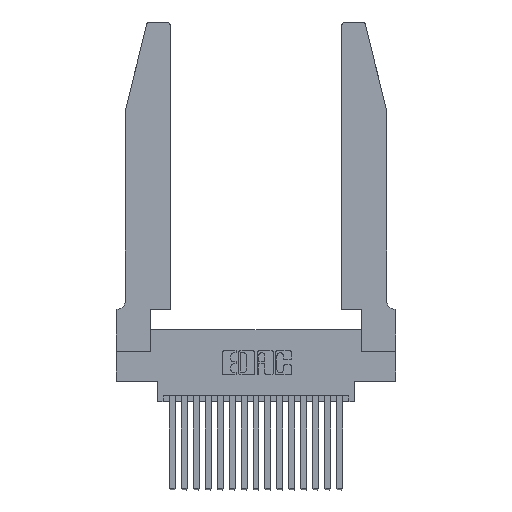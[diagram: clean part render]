
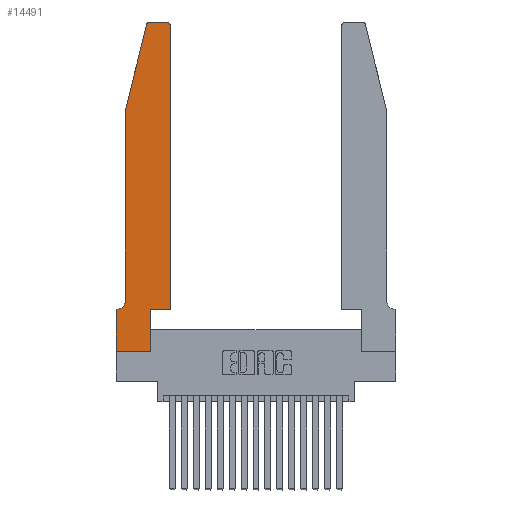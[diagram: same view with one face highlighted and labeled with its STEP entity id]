
A CAD part, top view. The second image highlights one B-rep face of the part: STEP entity #14491.
In plain terms, the highlighted planar face has unit normal (0, 0, 1).
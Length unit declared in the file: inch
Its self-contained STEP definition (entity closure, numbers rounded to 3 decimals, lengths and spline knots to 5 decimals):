
#476 = CARTESIAN_POINT ( 'NONE',  ( 0.2605, 2.75, 0.37 ) ) ;
#633 = EDGE_CURVE ( 'NONE', #16939, #15594, #15303, .T. ) ;
#814 = ORIENTED_EDGE ( 'NONE', *, *, #14142, .T. ) ;
#1098 = EDGE_CURVE ( 'NONE', #11421, #9569, #3816, .T. ) ;
#1889 = DIRECTION ( 'NONE',  ( 1., 0., 0. ) ) ;
#2071 = DIRECTION ( 'NONE',  ( 0., 0., 1. ) ) ;
#2540 = VECTOR ( 'NONE', #17746, 39.37008 ) ;
#3119 = DIRECTION ( 'NONE',  ( 0., 0., 1. ) ) ;
#3266 = DIRECTION ( 'NONE',  ( 1., 0., 0. ) ) ;
#3309 = VECTOR ( 'NONE', #13226, 39.37008 ) ;
#3731 = CIRCLE ( 'NONE', #6667, 0.03 ) ;
#3746 = DIRECTION ( 'NONE',  ( -1., 0., 0. ) ) ;
#3816 = LINE ( 'NONE', #11674, #3309 ) ;
#4170 = EDGE_CURVE ( 'NONE', #9458, #15916, #18667, .T. ) ;
#4202 = VECTOR ( 'NONE', #14411, 39.37008 ) ;
#4222 = VECTOR ( 'NONE', #19494, 39.37008 ) ;
#4401 = VECTOR ( 'NONE', #3266, 39.37008 ) ;
#4561 = EDGE_CURVE ( 'NONE', #13220, #16939, #4693, .T. ) ;
#4564 = EDGE_CURVE ( 'NONE', #10889, #14179, #9417, .T. ) ;
#4693 = LINE ( 'NONE', #18881, #16546 ) ;
#4768 = EDGE_LOOP ( 'NONE', ( #814, #8223, #17915, #16841, #17471, #9486, #11208, #14544, #4834, #6522, #6201, #5181 ) ) ;
#4834 = ORIENTED_EDGE ( 'NONE', *, *, #633, .T. ) ;
#5154 = AXIS2_PLACEMENT_3D ( 'NONE', #18527, #3119, #14046 ) ;
#5181 = ORIENTED_EDGE ( 'NONE', *, *, #18863, .T. ) ;
#5411 = DIRECTION ( 'NONE',  ( 0., 0., 1. ) ) ;
#5564 = DIRECTION ( 'NONE',  ( 0., 1., 0. ) ) ;
#5761 = CARTESIAN_POINT ( 'NONE',  ( 0.4505, 2.72, 0.37 ) ) ;
#6201 = ORIENTED_EDGE ( 'NONE', *, *, #4170, .T. ) ;
#6272 = CARTESIAN_POINT ( 'NONE',  ( 0.4505, 0.35, 0.37 ) ) ;
#6522 = ORIENTED_EDGE ( 'NONE', *, *, #14898, .T. ) ;
#6547 = CARTESIAN_POINT ( 'NONE',  ( 0., 0.35, 0.37 ) ) ;
#6667 = AXIS2_PLACEMENT_3D ( 'NONE', #14682, #5411, #16207 ) ;
#7427 = CIRCLE ( 'NONE', #13239, 0.03 ) ;
#8223 = ORIENTED_EDGE ( 'NONE', *, *, #14096, .T. ) ;
#8417 = CARTESIAN_POINT ( 'NONE',  ( 0.2865, 0., 0.37 ) ) ;
#8631 = CARTESIAN_POINT ( 'NONE',  ( 0., 0., 0.37 ) ) ;
#8892 = CARTESIAN_POINT ( 'NONE',  ( 0.4505, 0.35, 0.37 ) ) ;
#9037 = CARTESIAN_POINT ( 'NONE',  ( 0.0055, 0.42, 0.37 ) ) ;
#9417 = LINE ( 'NONE', #12918, #4202 ) ;
#9458 = VERTEX_POINT ( 'NONE', #6272 ) ;
#9486 = ORIENTED_EDGE ( 'NONE', *, *, #1098, .T. ) ;
#9569 = VERTEX_POINT ( 'NONE', #6547 ) ;
#9704 = CARTESIAN_POINT ( 'NONE',  ( 0.2865, 0.35, 0.37 ) ) ;
#10248 = CIRCLE ( 'NONE', #19260, 0.07 ) ;
#10510 = DIRECTION ( 'NONE',  ( -0.239, -0.971, 0. ) ) ;
#10586 = DIRECTION ( 'NONE',  ( -1., 0., 0. ) ) ;
#10618 = VECTOR ( 'NONE', #3746, 39.37008 ) ;
#10889 = VERTEX_POINT ( 'NONE', #11914 ) ;
#10945 = LINE ( 'NONE', #8631, #2540 ) ;
#11043 = CARTESIAN_POINT ( 'NONE',  ( 0., 0., 0.37 ) ) ;
#11208 = ORIENTED_EDGE ( 'NONE', *, *, #12274, .T. ) ;
#11303 = CARTESIAN_POINT ( 'NONE',  ( 0.2865, 0.35, 0.37 ) ) ;
#11421 = VERTEX_POINT ( 'NONE', #11743 ) ;
#11537 = CARTESIAN_POINT ( 'NONE',  ( 0.284, 2.72, 0.37 ) ) ;
#11568 = EDGE_CURVE ( 'NONE', #14179, #11421, #10248, .T. ) ;
#11674 = CARTESIAN_POINT ( 'NONE',  ( 0.0755, 0.35, 0.37 ) ) ;
#11743 = CARTESIAN_POINT ( 'NONE',  ( 0.0055, 0.35, 0.37 ) ) ;
#11796 = CARTESIAN_POINT ( 'NONE',  ( 0.4205, 2.75, 0.37 ) ) ;
#11914 = CARTESIAN_POINT ( 'NONE',  ( 0.0755, 2., 0.37 ) ) ;
#12072 = VERTEX_POINT ( 'NONE', #17236 ) ;
#12080 = CARTESIAN_POINT ( 'NONE',  ( 0.0755, 2., 0.37 ) ) ;
#12274 = EDGE_CURVE ( 'NONE', #9569, #13220, #10945, .T. ) ;
#12549 = PLANE ( 'NONE',  #5154 ) ;
#12698 = CARTESIAN_POINT ( 'NONE',  ( 0.4505, 0.35, 0.37 ) ) ;
#12735 = LINE ( 'NONE', #12698, #4401 ) ;
#12837 = VECTOR ( 'NONE', #10510, 39.37008 ) ;
#12876 = VERTEX_POINT ( 'NONE', #11796 ) ;
#12918 = CARTESIAN_POINT ( 'NONE',  ( 0.0755, 2., 0.37 ) ) ;
#12986 = EDGE_CURVE ( 'NONE', #16742, #10889, #13299, .T. ) ;
#13082 = DIRECTION ( 'NONE',  ( 1., 0., 0. ) ) ;
#13220 = VERTEX_POINT ( 'NONE', #11043 ) ;
#13226 = DIRECTION ( 'NONE',  ( -1., 0., 0. ) ) ;
#13239 = AXIS2_PLACEMENT_3D ( 'NONE', #11537, #2071, #13082 ) ;
#13299 = LINE ( 'NONE', #12080, #12837 ) ;
#14046 = DIRECTION ( 'NONE',  ( 1., 0., 0. ) ) ;
#14096 = EDGE_CURVE ( 'NONE', #12072, #16742, #7427, .T. ) ;
#14142 = EDGE_CURVE ( 'NONE', #12876, #12072, #14651, .T. ) ;
#14179 = VERTEX_POINT ( 'NONE', #17738 ) ;
#14411 = DIRECTION ( 'NONE',  ( 0., -1., 0. ) ) ;
#14491 = ADVANCED_FACE ( 'NONE', ( #15318 ), #12549, .T. ) ;
#14544 = ORIENTED_EDGE ( 'NONE', *, *, #4561, .T. ) ;
#14651 = LINE ( 'NONE', #476, #10618 ) ;
#14682 = CARTESIAN_POINT ( 'NONE',  ( 0.4205, 2.72, 0.37 ) ) ;
#14898 = EDGE_CURVE ( 'NONE', #15594, #9458, #12735, .T. ) ;
#15303 = LINE ( 'NONE', #11303, #19297 ) ;
#15318 = FACE_OUTER_BOUND ( 'NONE', #4768, .T. ) ;
#15594 = VERTEX_POINT ( 'NONE', #9704 ) ;
#15916 = VERTEX_POINT ( 'NONE', #5761 ) ;
#16207 = DIRECTION ( 'NONE',  ( 1., 0., 0. ) ) ;
#16546 = VECTOR ( 'NONE', #1889, 39.37008 ) ;
#16742 = VERTEX_POINT ( 'NONE', #17114 ) ;
#16841 = ORIENTED_EDGE ( 'NONE', *, *, #4564, .T. ) ;
#16939 = VERTEX_POINT ( 'NONE', #8417 ) ;
#17114 = CARTESIAN_POINT ( 'NONE',  ( 0.25487, 2.72718, 0.37 ) ) ;
#17236 = CARTESIAN_POINT ( 'NONE',  ( 0.284, 2.75, 0.37 ) ) ;
#17471 = ORIENTED_EDGE ( 'NONE', *, *, #11568, .T. ) ;
#17738 = CARTESIAN_POINT ( 'NONE',  ( 0.0755, 0.42, 0.37 ) ) ;
#17746 = DIRECTION ( 'NONE',  ( 0., -1., 0. ) ) ;
#17915 = ORIENTED_EDGE ( 'NONE', *, *, #12986, .T. ) ;
#18527 = CARTESIAN_POINT ( 'NONE',  ( 0., 0.35, 0.37 ) ) ;
#18667 = LINE ( 'NONE', #8892, #4222 ) ;
#18863 = EDGE_CURVE ( 'NONE', #15916, #12876, #3731, .T. ) ;
#18881 = CARTESIAN_POINT ( 'NONE',  ( 0., 0., 0.37 ) ) ;
#19260 = AXIS2_PLACEMENT_3D ( 'NONE', #9037, #19629, #10586 ) ;
#19297 = VECTOR ( 'NONE', #5564, 39.37008 ) ;
#19494 = DIRECTION ( 'NONE',  ( 0., 1., 0. ) ) ;
#19629 = DIRECTION ( 'NONE',  ( 0., 0., -1. ) ) ;
